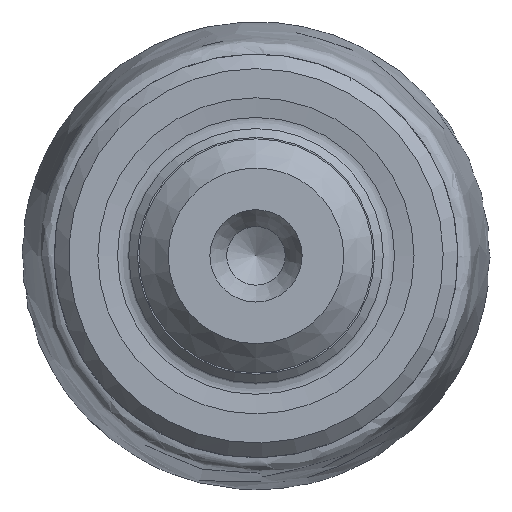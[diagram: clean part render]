
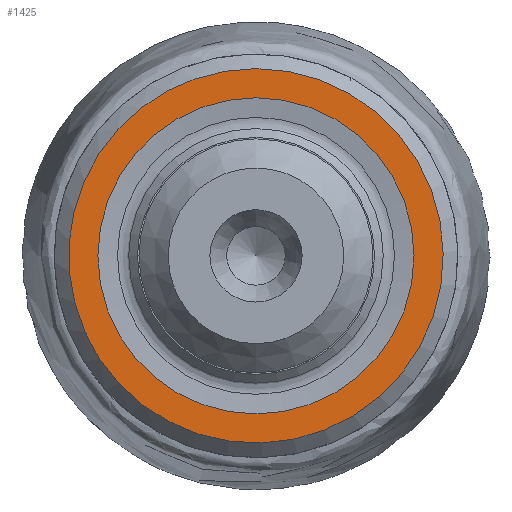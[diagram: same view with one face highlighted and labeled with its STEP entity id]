
A CAD part, left-side view. The second image highlights one B-rep face of the part: STEP entity #1425.
In plain terms, the highlighted planar face has unit normal (-1, 0, 0).
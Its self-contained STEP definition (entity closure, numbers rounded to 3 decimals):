
#5 = DIRECTION ( 'NONE',  ( -1., 0., 0. ) ) ;
#46 = VERTEX_POINT ( 'NONE', #3075 ) ;
#152 = DIRECTION ( 'NONE',  ( -1., 0., 0. ) ) ;
#264 = DIRECTION ( 'NONE',  ( 0., 0., -1. ) ) ;
#267 = CIRCLE ( 'NONE', #2728, 6.4 ) ;
#451 = EDGE_CURVE ( 'NONE', #2485, #2485, #3431, .T. ) ;
#457 = ORIENTED_EDGE ( 'NONE', *, *, #451, .F. ) ;
#532 = FACE_BOUND ( 'NONE', #933, .T. ) ;
#571 = ORIENTED_EDGE ( 'NONE', *, *, #3313, .T. ) ;
#602 = CARTESIAN_POINT ( 'NONE',  ( 20., 0., 5.403 ) ) ;
#933 = EDGE_LOOP ( 'NONE', ( #457 ) ) ;
#1081 = DIRECTION ( 'NONE',  ( 1., 0., 0. ) ) ;
#1337 = EDGE_LOOP ( 'NONE', ( #571 ) ) ;
#1425 = ADVANCED_FACE ( 'NONE', ( #532, #3428 ), #1611, .F. ) ;
#1611 = PLANE ( 'NONE',  #3426 ) ;
#1620 = CARTESIAN_POINT ( 'NONE',  ( 20., 5.403, 0. ) ) ;
#1628 = CARTESIAN_POINT ( 'NONE',  ( 20., 0., 0. ) ) ;
#1913 = DIRECTION ( 'NONE',  ( 0., 0., 1. ) ) ;
#2345 = CARTESIAN_POINT ( 'NONE',  ( 20., 0., 0. ) ) ;
#2485 = VERTEX_POINT ( 'NONE', #602 ) ;
#2609 = DIRECTION ( 'NONE',  ( 0., 0., 1. ) ) ;
#2728 = AXIS2_PLACEMENT_3D ( 'NONE', #1628, #5, #1913 ) ;
#3075 = CARTESIAN_POINT ( 'NONE',  ( 20., 0., 6.4 ) ) ;
#3248 = AXIS2_PLACEMENT_3D ( 'NONE', #2345, #152, #2609 ) ;
#3313 = EDGE_CURVE ( 'NONE', #46, #46, #267, .T. ) ;
#3426 = AXIS2_PLACEMENT_3D ( 'NONE', #1620, #1081, #264 ) ;
#3428 = FACE_OUTER_BOUND ( 'NONE', #1337, .T. ) ;
#3431 = CIRCLE ( 'NONE', #3248, 5.403 ) ;
